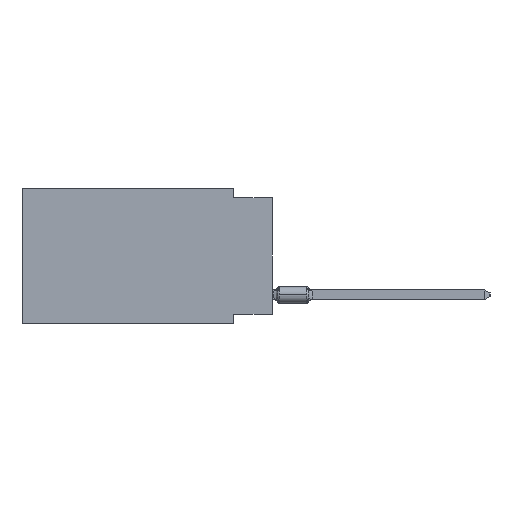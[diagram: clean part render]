
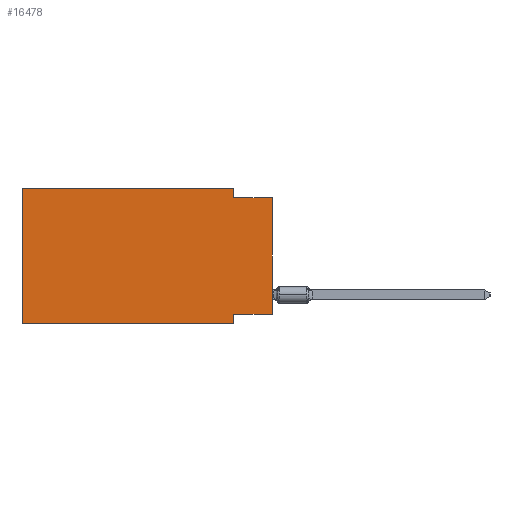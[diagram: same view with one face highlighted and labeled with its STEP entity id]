
A CAD part, left-side view. The second image highlights one B-rep face of the part: STEP entity #16478.
In plain terms, the highlighted planar face has unit normal (-1, 0, 0).
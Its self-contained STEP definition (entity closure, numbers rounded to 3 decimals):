
#16 = LINE ( 'NONE', #18526, #31153 ) ;
#632 = PLANE ( 'NONE',  #28903 ) ;
#1718 = CARTESIAN_POINT ( 'NONE',  ( 0., 16.383, -8.89 ) ) ;
#3121 = VERTEX_POINT ( 'NONE', #20162 ) ;
#3420 = VERTEX_POINT ( 'NONE', #13649 ) ;
#3847 = CARTESIAN_POINT ( 'NONE',  ( 0., 0., -8.255 ) ) ;
#4623 = DIRECTION ( 'NONE',  ( 0., 0., -1. ) ) ;
#4683 = CARTESIAN_POINT ( 'NONE',  ( 0., 2.54, 0. ) ) ;
#6208 = DIRECTION ( 'NONE',  ( 0., 0., 1. ) ) ;
#7277 = ORIENTED_EDGE ( 'NONE', *, *, #18464, .F. ) ;
#7885 = VERTEX_POINT ( 'NONE', #24524 ) ;
#9253 = ORIENTED_EDGE ( 'NONE', *, *, #13506, .F. ) ;
#11765 = CARTESIAN_POINT ( 'NONE',  ( 0., 2.54, 0. ) ) ;
#12128 = CARTESIAN_POINT ( 'NONE',  ( 0., 0., 0. ) ) ;
#12396 = VERTEX_POINT ( 'NONE', #23136 ) ;
#12643 = ORIENTED_EDGE ( 'NONE', *, *, #34243, .T. ) ;
#13306 = VERTEX_POINT ( 'NONE', #39003 ) ;
#13506 = EDGE_CURVE ( 'NONE', #12396, #13306, #15320, .T. ) ;
#13507 = FACE_OUTER_BOUND ( 'NONE', #18661, .T. ) ;
#13553 = EDGE_CURVE ( 'NONE', #29493, #14780, #16, .T. ) ;
#13649 = CARTESIAN_POINT ( 'NONE',  ( 0., 16.383, -8.89 ) ) ;
#14780 = VERTEX_POINT ( 'NONE', #11765 ) ;
#15320 = LINE ( 'NONE', #3847, #37578 ) ;
#15511 = VECTOR ( 'NONE', #30041, 1000. ) ;
#15741 = EDGE_CURVE ( 'NONE', #3420, #23593, #16420, .T. ) ;
#16420 = LINE ( 'NONE', #1718, #26227 ) ;
#16478 = ADVANCED_FACE ( 'NONE', ( #13507 ), #632, .F. ) ;
#16608 = CARTESIAN_POINT ( 'NONE',  ( 0., 0., -0.635 ) ) ;
#18464 = EDGE_CURVE ( 'NONE', #3420, #29493, #39781, .T. ) ;
#18526 = CARTESIAN_POINT ( 'NONE',  ( 0., 16.383, 0. ) ) ;
#18661 = EDGE_LOOP ( 'NONE', ( #12643, #38633, #34389, #26397, #7277, #34274, #20296, #9253 ) ) ;
#18939 = DIRECTION ( 'NONE',  ( 0., 1., 0. ) ) ;
#19722 = DIRECTION ( 'NONE',  ( 0., 0., -1. ) ) ;
#19815 = DIRECTION ( 'NONE',  ( 0., -1., 0. ) ) ;
#20162 = CARTESIAN_POINT ( 'NONE',  ( 0., 0., -0.635 ) ) ;
#20296 = ORIENTED_EDGE ( 'NONE', *, *, #38778, .F. ) ;
#21326 = VECTOR ( 'NONE', #29219, 1000. ) ;
#21850 = CARTESIAN_POINT ( 'NONE',  ( 0., 2.54, -8.89 ) ) ;
#23136 = CARTESIAN_POINT ( 'NONE',  ( 0., 0., -8.255 ) ) ;
#23593 = VERTEX_POINT ( 'NONE', #21850 ) ;
#23769 = LINE ( 'NONE', #4683, #21326 ) ;
#24524 = CARTESIAN_POINT ( 'NONE',  ( 0., 2.54, -0.635 ) ) ;
#24903 = LINE ( 'NONE', #16608, #36702 ) ;
#25169 = DIRECTION ( 'NONE',  ( 1., 0., 0. ) ) ;
#26227 = VECTOR ( 'NONE', #19815, 1000. ) ;
#26397 = ORIENTED_EDGE ( 'NONE', *, *, #13553, .F. ) ;
#28444 = CARTESIAN_POINT ( 'NONE',  ( 0., 16.383, 0. ) ) ;
#28903 = AXIS2_PLACEMENT_3D ( 'NONE', #34607, #25169, #19722 ) ;
#29219 = DIRECTION ( 'NONE',  ( 0., 0., -1. ) ) ;
#29493 = VERTEX_POINT ( 'NONE', #28444 ) ;
#30041 = DIRECTION ( 'NONE',  ( 0., 0., 1. ) ) ;
#31153 = VECTOR ( 'NONE', #37217, 1000. ) ;
#31775 = CARTESIAN_POINT ( 'NONE',  ( 0., 2.54, -8.89 ) ) ;
#33561 = CARTESIAN_POINT ( 'NONE',  ( 0., 16.383, 0. ) ) ;
#33620 = VECTOR ( 'NONE', #6208, 1000. ) ;
#34243 = EDGE_CURVE ( 'NONE', #12396, #3121, #36267, .T. ) ;
#34274 = ORIENTED_EDGE ( 'NONE', *, *, #15741, .T. ) ;
#34389 = ORIENTED_EDGE ( 'NONE', *, *, #35227, .F. ) ;
#34607 = CARTESIAN_POINT ( 'NONE',  ( 0., 16.383, 0. ) ) ;
#34752 = EDGE_CURVE ( 'NONE', #7885, #3121, #24903, .T. ) ;
#35088 = DIRECTION ( 'NONE',  ( 0., -1., 0. ) ) ;
#35174 = LINE ( 'NONE', #31775, #38786 ) ;
#35227 = EDGE_CURVE ( 'NONE', #14780, #7885, #23769, .T. ) ;
#36267 = LINE ( 'NONE', #12128, #15511 ) ;
#36702 = VECTOR ( 'NONE', #35088, 1000. ) ;
#37217 = DIRECTION ( 'NONE',  ( 0., -1., 0. ) ) ;
#37578 = VECTOR ( 'NONE', #18939, 1000. ) ;
#38633 = ORIENTED_EDGE ( 'NONE', *, *, #34752, .F. ) ;
#38778 = EDGE_CURVE ( 'NONE', #13306, #23593, #35174, .T. ) ;
#38786 = VECTOR ( 'NONE', #4623, 1000. ) ;
#39003 = CARTESIAN_POINT ( 'NONE',  ( 0., 2.54, -8.255 ) ) ;
#39781 = LINE ( 'NONE', #33561, #33620 ) ;
